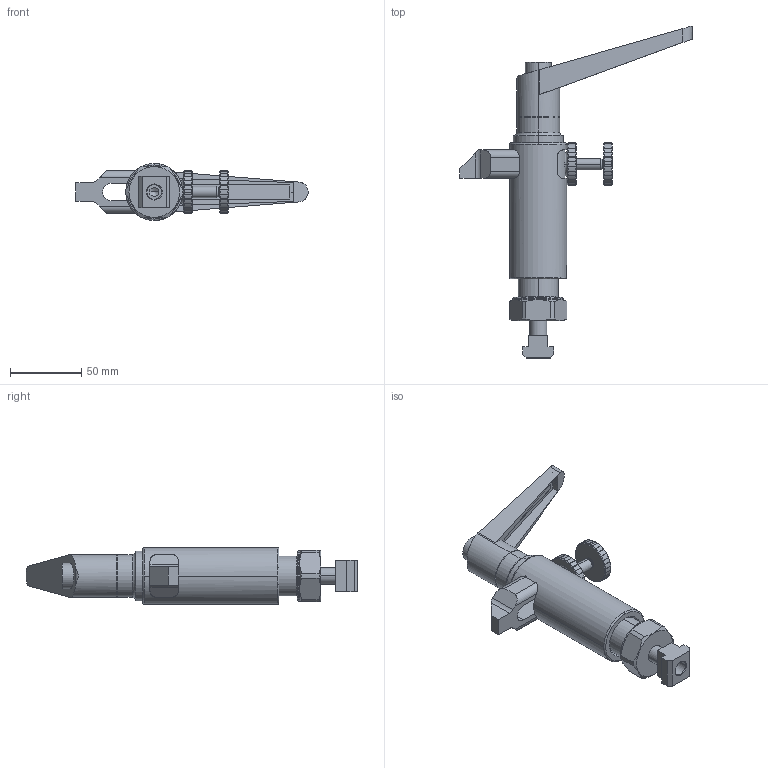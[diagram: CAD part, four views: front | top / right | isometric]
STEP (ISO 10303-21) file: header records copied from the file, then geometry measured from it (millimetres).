
FILE_DESCRIPTION(('STEP AP214'),'1');
FILE_NAME('HALDERN_EH_23310_0086.stp','2020-02-28T09:43:16',('TraceParts'),('TraceParts S.A.'),'Spatial InterOp 3D',' ',' ');
FILE_SCHEMA(('AUTOMOTIVE_DESIGN { 1 0 10303 214 1 1 1 1 }'));
Length unit declared in the file: millimetre
Products named in the file (1): HALDERN_EH_23310_0086_1
Bounding box: 163 x 233 x 40 mm (x, y, z)
Volume: 223057.3 mm3; surface area: 72905.2 mm2
Topology: 9 solids, 9 shells, 519 faces, 1195 edges, 700 vertices
Faces by surface type: plane 306, cylinder 141, cone 52, torus 20
Entity records: 18935 total; most frequent: CARTESIAN_POINT 2750, DIRECTION 2677, ORIENTED_EDGE 2382, EDGE_CURVE 1191, AXIS2_PLACEMENT_3D 1008, VERTEX_POINT 699, LINE 661, VECTOR 661
